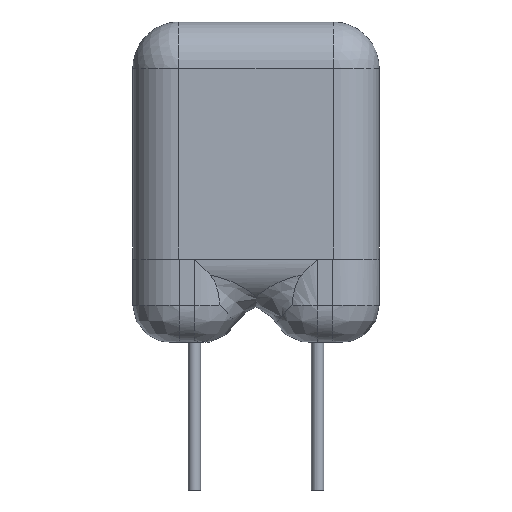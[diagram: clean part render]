
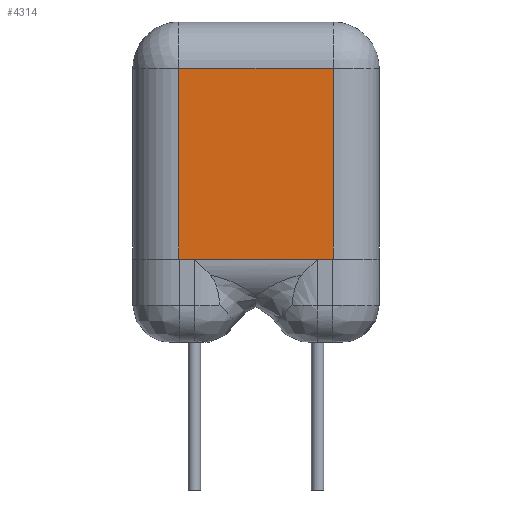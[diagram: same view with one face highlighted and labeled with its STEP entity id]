
A CAD part, front view. The second image highlights one B-rep face of the part: STEP entity #4314.
In plain terms, the highlighted planar face has unit normal (0, -1, 0).
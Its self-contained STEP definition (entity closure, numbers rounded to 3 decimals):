
#3093=CARTESIAN_POINT('',(2.54,-1.905,5.924));
#3094=VERTEX_POINT('',#3093);
#3102=CARTESIAN_POINT('',(-2.54,-1.905,5.924));
#3103=VERTEX_POINT('',#3102);
#3104=CARTESIAN_POINT('',(2.54,-1.905,5.924));
#3105=DIRECTION('',(-1.0,0.0,0.0));
#3106=VECTOR('',#3105,5.08);
#3107=LINE('',#3104,#3106);
#3108=EDGE_CURVE('',#3094,#3103,#3107,.T.);
#3145=CARTESIAN_POINT('',(3.176,-1.905,5.924));
#3146=VERTEX_POINT('',#3145);
#3154=CARTESIAN_POINT('',(3.176,-1.905,5.924));
#3155=DIRECTION('',(-1.0,0.0,0.0));
#3156=VECTOR('',#3155,0.636);
#3157=LINE('',#3154,#3156);
#3158=EDGE_CURVE('',#3146,#3094,#3157,.T.);
#3941=CARTESIAN_POINT('',(-3.176,-1.905,5.924));
#3942=VERTEX_POINT('',#3941);
#3943=CARTESIAN_POINT('',(-2.54,-1.905,5.924));
#3944=DIRECTION('',(-1.0,0.0,0.0));
#3945=VECTOR('',#3944,0.636);
#3946=LINE('',#3943,#3945);
#3947=EDGE_CURVE('',#3103,#3942,#3946,.T.);
#4062=CARTESIAN_POINT('',(-3.176,-1.905,13.796));
#4063=VERTEX_POINT('',#4062);
#4106=CARTESIAN_POINT('',(3.176,-1.905,13.796));
#4107=VERTEX_POINT('',#4106);
#4131=CARTESIAN_POINT('',(-3.176,-1.905,13.796));
#4132=DIRECTION('',(1.0,0.0,0.0));
#4133=VECTOR('',#4132,6.352);
#4134=LINE('',#4131,#4133);
#4135=EDGE_CURVE('',#4063,#4107,#4134,.T.);
#4153=CARTESIAN_POINT('',(3.176,-1.905,13.796));
#4154=DIRECTION('',(0.0,0.0,-1.0));
#4155=VECTOR('',#4154,7.872);
#4156=LINE('',#4153,#4155);
#4157=EDGE_CURVE('',#4107,#3146,#4156,.T.);
#4204=CARTESIAN_POINT('',(-3.176,-1.905,5.924));
#4205=DIRECTION('',(0.0,0.0,1.0));
#4206=VECTOR('',#4205,7.872);
#4207=LINE('',#4204,#4206);
#4208=EDGE_CURVE('',#3942,#4063,#4207,.T.);
#4301=CARTESIAN_POINT('',(5.08,-1.905,4.02));
#4302=DIRECTION('',(0.0,-1.0,0.0));
#4303=DIRECTION('',(0.0,0.0,-1.0));
#4304=AXIS2_PLACEMENT_3D('',#4301,#4302,#4303);
#4305=PLANE('',#4304);
#4306=ORIENTED_EDGE('',*,*,#4135,.F.);
#4307=ORIENTED_EDGE('',*,*,#4208,.F.);
#4308=ORIENTED_EDGE('',*,*,#3947,.F.);
#4309=ORIENTED_EDGE('',*,*,#3108,.F.);
#4310=ORIENTED_EDGE('',*,*,#3158,.F.);
#4311=ORIENTED_EDGE('',*,*,#4157,.F.);
#4312=EDGE_LOOP('',(#4306,#4307,#4308,#4309,#4310,#4311));
#4313=FACE_OUTER_BOUND('',#4312,.T.);
#4314=ADVANCED_FACE('',(#4313),#4305,.T.);
